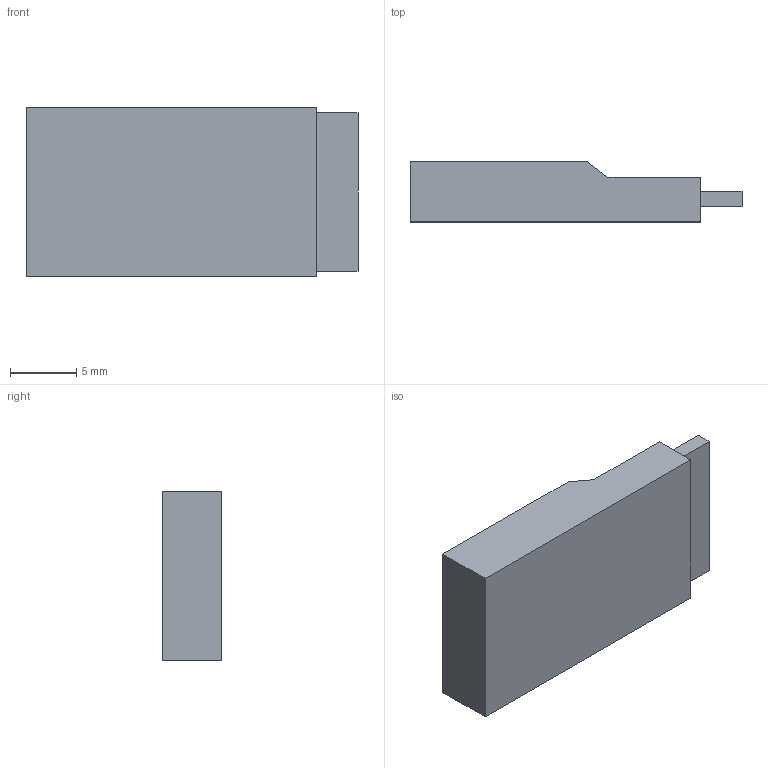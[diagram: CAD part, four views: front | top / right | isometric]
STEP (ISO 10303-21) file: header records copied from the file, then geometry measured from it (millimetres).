
FILE_DESCRIPTION (( 'STEP AP214' ), '1' );
FILE_NAME ('BLHELI wires thingsAP214.STEP', '2025-04-08T17:48:32', ( '' ), ( '' ), 'SwSTEP 2.0', 'SolidWorks 2024', '' );
FILE_SCHEMA (( 'AUTOMOTIVE_DESIGN' ));
Length unit declared in the file: millimetre
Products named in the file (1): BLHELI wires thingsAP214
Bounding box: 24.99 x 4.5 x 12.75 mm (x, y, z)
Volume: 1183.1 mm3; surface area: 922.8 mm2
Topology: 1 solids, 1 shells, 13 faces, 30 edges, 20 vertices
Faces by surface type: plane 13
Entity records: 387 total; most frequent: CARTESIAN_POINT 64, ORIENTED_EDGE 60, DIRECTION 58, VECTOR 30, EDGE_CURVE 30, LINE 30, VERTEX_POINT 20, AXIS2_PLACEMENT_3D 14
